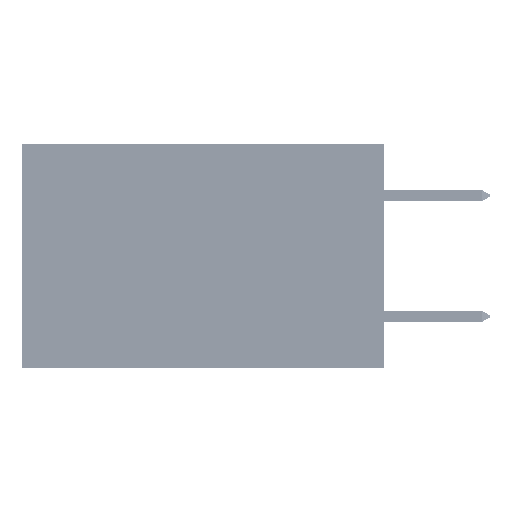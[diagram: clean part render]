
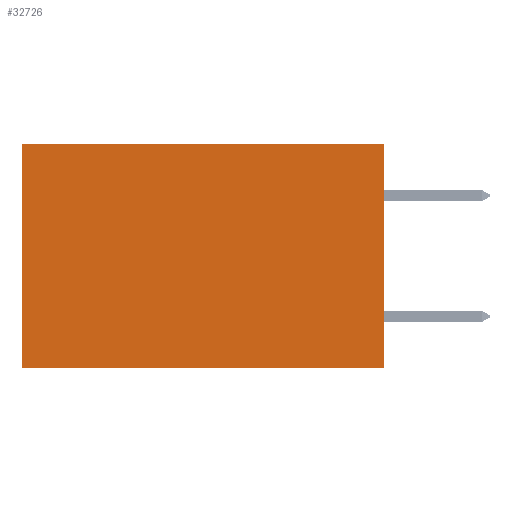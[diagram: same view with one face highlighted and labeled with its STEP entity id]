
A CAD part, left-side view. The second image highlights one B-rep face of the part: STEP entity #32726.
In plain terms, the highlighted planar face has unit normal (-1, 0, 0).
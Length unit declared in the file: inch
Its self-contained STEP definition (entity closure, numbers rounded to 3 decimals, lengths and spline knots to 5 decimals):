
#91 = LINE ( 'NONE', #38906, #36326 ) ;
#3203 = VERTEX_POINT ( 'NONE', #13901 ) ;
#4709 = CARTESIAN_POINT ( 'NONE',  ( 0.2875, 0., 0. ) ) ;
#6528 = VERTEX_POINT ( 'NONE', #10865 ) ;
#8140 = EDGE_LOOP ( 'NONE', ( #16231, #48557, #19863, #44810 ) ) ;
#8699 = EDGE_CURVE ( 'NONE', #11999, #36674, #91, .T. ) ;
#10865 = CARTESIAN_POINT ( 'NONE',  ( 0.2875, 0., 0. ) ) ;
#11999 = VERTEX_POINT ( 'NONE', #38429 ) ;
#13901 = CARTESIAN_POINT ( 'NONE',  ( 0.2875, 0.6, 0. ) ) ;
#14908 = VECTOR ( 'NONE', #33930, 39.37008 ) ;
#16120 = FACE_OUTER_BOUND ( 'NONE', #8140, .T. ) ;
#16231 = ORIENTED_EDGE ( 'NONE', *, *, #48979, .T. ) ;
#16312 = DIRECTION ( 'NONE',  ( 0., 0., -1. ) ) ;
#16381 = DIRECTION ( 'NONE',  ( 0., 1., 0. ) ) ;
#17256 = DIRECTION ( 'NONE',  ( 1., 0., 0. ) ) ;
#17383 = CARTESIAN_POINT ( 'NONE',  ( 0.2875, 0.6, -0.37 ) ) ;
#19863 = ORIENTED_EDGE ( 'NONE', *, *, #31954, .F. ) ;
#20762 = CARTESIAN_POINT ( 'NONE',  ( 0.2875, 0., 0. ) ) ;
#21913 = AXIS2_PLACEMENT_3D ( 'NONE', #20762, #17256, #47077 ) ;
#24423 = VECTOR ( 'NONE', #16381, 39.37008 ) ;
#25077 = LINE ( 'NONE', #4709, #46418 ) ;
#27882 = PLANE ( 'NONE',  #21913 ) ;
#29154 = LINE ( 'NONE', #48958, #14908 ) ;
#31576 = DIRECTION ( 'NONE',  ( 0., 1., 0. ) ) ;
#31954 = EDGE_CURVE ( 'NONE', #6528, #11999, #25077, .T. ) ;
#32726 = ADVANCED_FACE ( 'NONE', ( #16120 ), #27882, .F. ) ;
#33263 = LINE ( 'NONE', #39110, #24423 ) ;
#33337 = EDGE_CURVE ( 'NONE', #6528, #3203, #33263, .T. ) ;
#33930 = DIRECTION ( 'NONE',  ( 0., 0., -1. ) ) ;
#36326 = VECTOR ( 'NONE', #31576, 39.37008 ) ;
#36674 = VERTEX_POINT ( 'NONE', #17383 ) ;
#38429 = CARTESIAN_POINT ( 'NONE',  ( 0.2875, 0., -0.37 ) ) ;
#38906 = CARTESIAN_POINT ( 'NONE',  ( 0.2875, 0., -0.37 ) ) ;
#39110 = CARTESIAN_POINT ( 'NONE',  ( 0.2875, 0., 0. ) ) ;
#44810 = ORIENTED_EDGE ( 'NONE', *, *, #33337, .T. ) ;
#46418 = VECTOR ( 'NONE', #16312, 39.37008 ) ;
#47077 = DIRECTION ( 'NONE',  ( 0., 0., -1. ) ) ;
#48557 = ORIENTED_EDGE ( 'NONE', *, *, #8699, .F. ) ;
#48958 = CARTESIAN_POINT ( 'NONE',  ( 0.2875, 0.6, 0. ) ) ;
#48979 = EDGE_CURVE ( 'NONE', #3203, #36674, #29154, .T. ) ;
